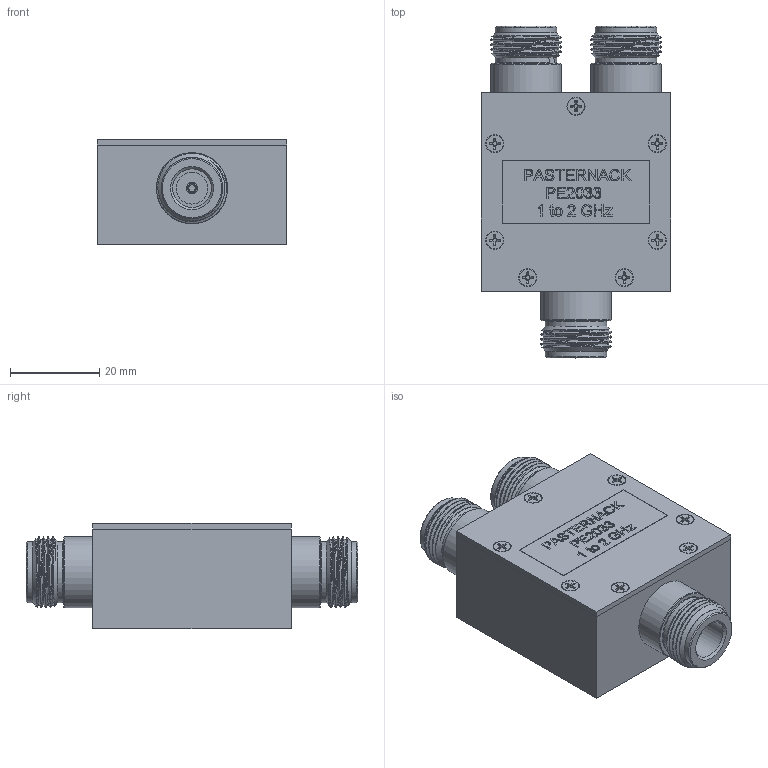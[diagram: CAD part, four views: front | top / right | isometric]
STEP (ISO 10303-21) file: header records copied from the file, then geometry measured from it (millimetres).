
FILE_DESCRIPTION (( 'STEP AP203' ), '1' );
FILE_NAME ('PE2033_3D.step', '2022-06-30T15:31:17', ( '' ), ( '' ), 'SwSTEP 2.0', 'SolidWorks 2021', '' );
FILE_SCHEMA (( 'CONFIG_CONTROL_DESIGN' ));
Length unit declared in the file: inch
Products named in the file (1): PE2033_3D
Bounding box: 42.42 x 74.27 x 23.7 mm (x, y, z)
Volume: 50648.5 mm3; surface area: 12969.8 mm2
Topology: 2 solids, 2 shells, 749 faces, 1961 edges, 1299 vertices
Faces by surface type: plane 418, bspline 163, cylinder 85, cone 80, torus 3
Full cylindrical faces by diameter (mm): 1.524 x3, 2.261 x4, 2.54 x3, 2.845 x4, 4.064 x7, 7.112 x3, 8.636 x3, 13.716 x6, 15.875 x3
Entity records: 40366 total; most frequent: CARTESIAN_POINT 24086, ORIENTED_EDGE 3726, DIRECTION 2570, EDGE_CURVE 1863, VERTEX_POINT 1274, VECTOR 940, LINE 940, EDGE_LOOP 899
